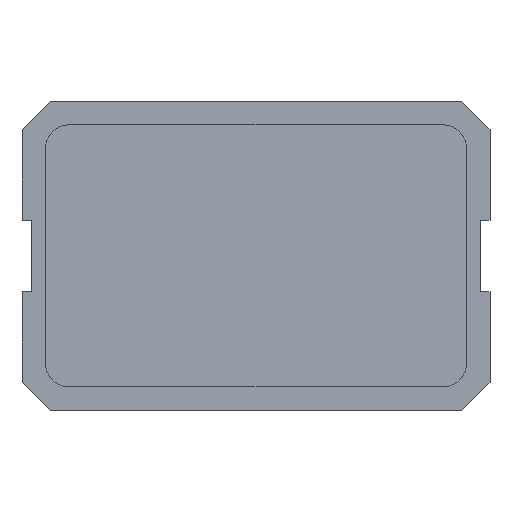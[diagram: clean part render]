
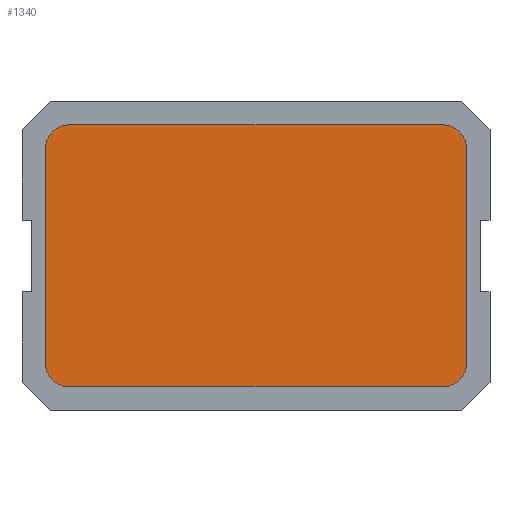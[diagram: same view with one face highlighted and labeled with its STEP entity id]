
A CAD part, top view. The second image highlights one B-rep face of the part: STEP entity #1340.
In plain terms, the highlighted planar face has unit normal (0, 0, 1).
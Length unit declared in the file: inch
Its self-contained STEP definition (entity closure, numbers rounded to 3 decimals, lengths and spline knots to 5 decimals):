
#28=CIRCLE('',#1424,0.00984);
#29=CIRCLE('',#1427,0.00984);
#30=CIRCLE('',#1430,0.00984);
#31=CIRCLE('',#1433,0.00984);
#58=FACE_OUTER_BOUND('',#130,.T.);
#130=EDGE_LOOP('',(#1015,#1016,#1017,#1018,#1019,#1020,#1021,#1022));
#251=LINE('',#1989,#435);
#254=LINE('',#1997,#438);
#257=LINE('',#2005,#441);
#260=LINE('',#2012,#444);
#435=VECTOR('',#1608,39.37008);
#438=VECTOR('',#1617,39.37008);
#441=VECTOR('',#1626,39.37008);
#444=VECTOR('',#1635,39.37008);
#603=VERTEX_POINT('',#1982);
#604=VERTEX_POINT('',#1983);
#605=VERTEX_POINT('',#1988);
#606=VERTEX_POINT('',#1992);
#607=VERTEX_POINT('',#1996);
#608=VERTEX_POINT('',#2000);
#609=VERTEX_POINT('',#2004);
#610=VERTEX_POINT('',#2008);
#749=EDGE_CURVE('',#603,#604,#28,.T.);
#752=EDGE_CURVE('',#605,#603,#251,.T.);
#754=EDGE_CURVE('',#606,#605,#29,.T.);
#756=EDGE_CURVE('',#607,#606,#254,.T.);
#758=EDGE_CURVE('',#608,#607,#30,.T.);
#760=EDGE_CURVE('',#609,#608,#257,.T.);
#762=EDGE_CURVE('',#610,#609,#31,.T.);
#764=EDGE_CURVE('',#604,#610,#260,.T.);
#1015=ORIENTED_EDGE('',*,*,#752,.T.);
#1016=ORIENTED_EDGE('',*,*,#749,.T.);
#1017=ORIENTED_EDGE('',*,*,#764,.T.);
#1018=ORIENTED_EDGE('',*,*,#762,.T.);
#1019=ORIENTED_EDGE('',*,*,#760,.T.);
#1020=ORIENTED_EDGE('',*,*,#758,.T.);
#1021=ORIENTED_EDGE('',*,*,#756,.T.);
#1022=ORIENTED_EDGE('',*,*,#754,.T.);
#1269=PLANE('',#1435);
#1340=ADVANCED_FACE('',(#58),#1269,.T.);
#1424=AXIS2_PLACEMENT_3D('',#1984,#1602,#1603);
#1427=AXIS2_PLACEMENT_3D('',#1993,#1612,#1613);
#1430=AXIS2_PLACEMENT_3D('',#2001,#1621,#1622);
#1433=AXIS2_PLACEMENT_3D('',#2009,#1630,#1631);
#1435=AXIS2_PLACEMENT_3D('',#2013,#1636,#1637);
#1602=DIRECTION('center_axis',(0.,0.,1.));
#1603=DIRECTION('ref_axis',(0.,-1.,0.));
#1608=DIRECTION('',(1.,0.,0.));
#1612=DIRECTION('center_axis',(0.,0.,1.));
#1613=DIRECTION('ref_axis',(0.,1.,0.));
#1617=DIRECTION('',(0.,-1.,0.));
#1621=DIRECTION('center_axis',(0.,0.,1.));
#1622=DIRECTION('ref_axis',(0.,-1.,0.));
#1626=DIRECTION('',(-1.,0.,0.));
#1630=DIRECTION('center_axis',(0.,0.,1.));
#1631=DIRECTION('ref_axis',(0.,-1.,0.));
#1635=DIRECTION('',(0.,1.,0.));
#1636=DIRECTION('center_axis',(0.,0.,1.));
#1637=DIRECTION('ref_axis',(0.,-1.,0.));
#1982=CARTESIAN_POINT('',(0.07874,-0.05512,0.051));
#1983=CARTESIAN_POINT('',(0.08858,-0.04528,0.051));
#1984=CARTESIAN_POINT('Origin',(0.07874,-0.04528,
0.051));
#1988=CARTESIAN_POINT('',(-0.07874,-0.05512,0.051));
#1989=CARTESIAN_POINT('',(0.07874,-0.05512,0.051));
#1992=CARTESIAN_POINT('',(-0.08858,-0.04528,0.051));
#1993=CARTESIAN_POINT('Origin',(-0.07874,-0.04528,
0.051));
#1996=CARTESIAN_POINT('',(-0.08858,0.04528,0.051));
#1997=CARTESIAN_POINT('',(-0.08858,-0.04528,0.051));
#2000=CARTESIAN_POINT('',(-0.07874,0.05512,0.051));
#2001=CARTESIAN_POINT('Origin',(-0.07874,0.04528,
0.051));
#2004=CARTESIAN_POINT('',(0.07874,0.05512,0.051));
#2005=CARTESIAN_POINT('',(0.07874,0.05512,0.051));
#2008=CARTESIAN_POINT('',(0.08858,0.04528,0.051));
#2009=CARTESIAN_POINT('Origin',(0.07874,0.04528,0.051));
#2012=CARTESIAN_POINT('',(0.08858,-0.04528,0.051));
#2013=CARTESIAN_POINT('Origin',(0.,0.,0.051));
